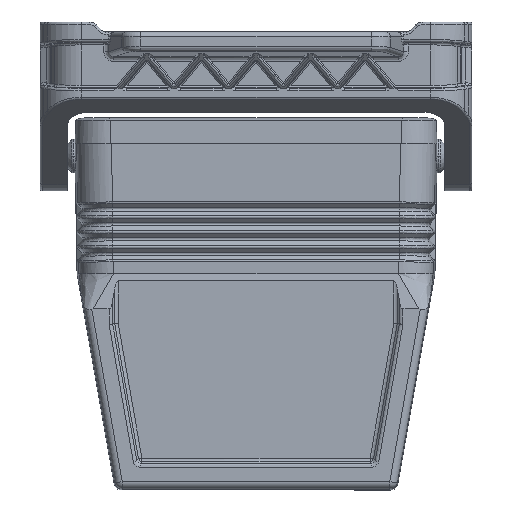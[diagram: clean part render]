
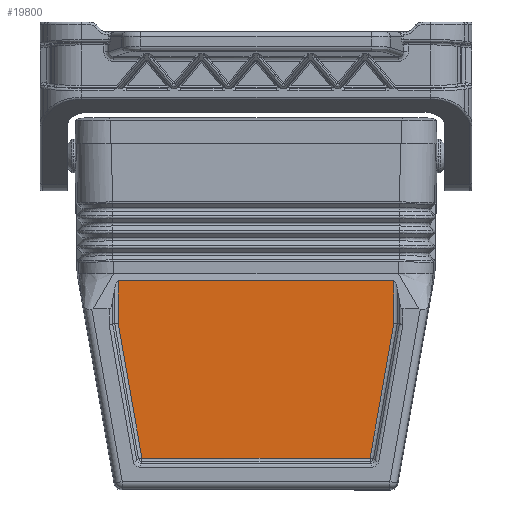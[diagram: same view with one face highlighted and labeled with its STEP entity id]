
A CAD part, front view. The second image highlights one B-rep face of the part: STEP entity #19800.
In plain terms, the highlighted face is planar.
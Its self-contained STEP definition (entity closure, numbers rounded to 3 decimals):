
#5970=CARTESIAN_POINT('',(117.12,4.434,
63.586));
#5980=VERTEX_POINT('',#5970);
#8640=CARTESIAN_POINT('',(117.12,-0.345,
27.871));
#8650=VERTEX_POINT('',#8640);
#8680=CARTESIAN_POINT('',(117.12,25.163,
27.871));
#8690=DIRECTION('',(0.,-1.,0.));
#8700=VECTOR('',#8690,1.);
#8710=LINE('',#8680,#8700);
#8720=CARTESIAN_POINT('',(117.12,55.165,
27.871));
#8730=VERTEX_POINT('',#8720);
#8740=EDGE_CURVE('',#8730,#8650,#8710,.T.);
#19360=CARTESIAN_POINT('',(117.12,54.827,
50.993));
#19370=DIRECTION('',(1.,0.,0.));
#19380=DIRECTION('',(0.,1.,0.));
#19390=AXIS2_PLACEMENT_3D('',#19360,#19370,#19380);
#19400=PLANE('',#19390);
#19410=CARTESIAN_POINT('',(117.12,-0.738,
34.229));
#19420=DIRECTION('',(0.,0.174,0.985));
#19430=VECTOR('',#19420,1.);
#19440=LINE('',#19410,#19430);
#19450=CARTESIAN_POINT('',(117.12,-0.345,
36.458));
#19460=VERTEX_POINT('',#19450);
#19470=EDGE_CURVE('',#19460,#5980,#19440,.T.);
#19480=ORIENTED_EDGE('',*,*,#19470,.F.);
#19490=CARTESIAN_POINT('',(117.12,25.163,
63.586));
#19500=DIRECTION('',(0.,1.,0.));
#19510=VECTOR('',#19500,1.);
#19520=LINE('',#19490,#19510);
#19530=CARTESIAN_POINT('',(117.12,50.387,
63.586));
#19540=VERTEX_POINT('',#19530);
#19550=EDGE_CURVE('',#5980,#19540,#19520,.T.);
#19560=ORIENTED_EDGE('',*,*,#19550,.F.);
#19570=CARTESIAN_POINT('',(117.12,55.559,
34.229));
#19580=DIRECTION('',(0.,-0.174,0.985));
#19590=VECTOR('',#19580,1.);
#19600=LINE('',#19570,#19590);
#19610=CARTESIAN_POINT('',(117.12,55.165,
36.464));
#19620=VERTEX_POINT('',#19610);
#19630=EDGE_CURVE('',#19620,#19540,#19600,.T.);
#19640=ORIENTED_EDGE('',*,*,#19630,.T.);
#19650=CARTESIAN_POINT('',(117.12,55.165,
34.229));
#19660=DIRECTION('',(0.,0.,-1.));
#19670=VECTOR('',#19660,1.);
#19680=LINE('',#19650,#19670);
#19690=EDGE_CURVE('',#19620,#8730,#19680,.T.);
#19700=ORIENTED_EDGE('',*,*,#19690,.F.);
#19710=ORIENTED_EDGE('',*,*,#8740,.F.);
#19720=CARTESIAN_POINT('',(117.12,-0.345,
34.229));
#19730=DIRECTION('',(0.,0.,-1.));
#19740=VECTOR('',#19730,1.);
#19750=LINE('',#19720,#19740);
#19760=EDGE_CURVE('',#19460,#8650,#19750,.T.);
#19770=ORIENTED_EDGE('',*,*,#19760,.T.);
#19780=EDGE_LOOP('',(#19770,#19710,#19700,#19640,#19560,#19480));
#19790=FACE_OUTER_BOUND('',#19780,.T.);
#19800=ADVANCED_FACE('',(#19790),#19400,.T.);
